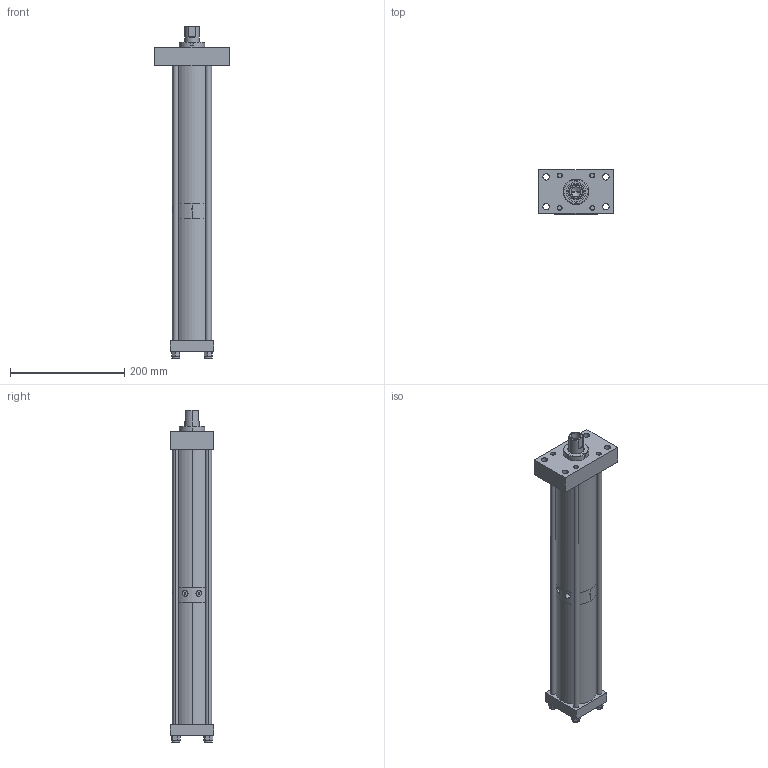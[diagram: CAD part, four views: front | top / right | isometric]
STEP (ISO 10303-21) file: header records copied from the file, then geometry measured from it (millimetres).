
FILE_DESCRIPTION (( 'STEP AP203' ), '1' );
FILE_NAME ('HZ-2-.50-FH.STEP', '2016-04-20T12:30:20', ( 'myvpn' ), ( '' ), 'SwSTEP 2.0', 'SolidWorks 2014', '' );
FILE_SCHEMA (( 'CONFIG_CONTROL_DESIGN' ));
Length unit declared in the file: inch
Products named in the file (10): E0217; NLN .375; HZ0205_.50; HZ0218_.50; E0204; F0103; HZ0214_.50; HZ0101_1.00; HZ-2-.50-FH; HZ0210
Assembly tree (15 placements, depth 2):
  HZ-2-.50-FH
    E0204
    F0103
    HZ0205_.50
    HZ0210
    HZ0214_.50
    HZ0101_1.00
    HZ0218_.50  x4
    E0217
    NLN .375  x4
Bounding box: 130.15 x 76.2 x 581.75 mm (x, y, z)
Volume: 1032142 mm3; surface area: 372923.7 mm2
Topology: 15 solids, 15 shells, 271 faces, 603 edges, 386 vertices
Faces by surface type: cylinder 128, plane 101, cone 42
Entity records: 7445 total; most frequent: CARTESIAN_POINT 1466, DIRECTION 1083, ORIENTED_EDGE 898, EDGE_CURVE 449, AXIS2_PLACEMENT_3D 443, VERTEX_POINT 290, EDGE_LOOP 263, CIRCLE 226
